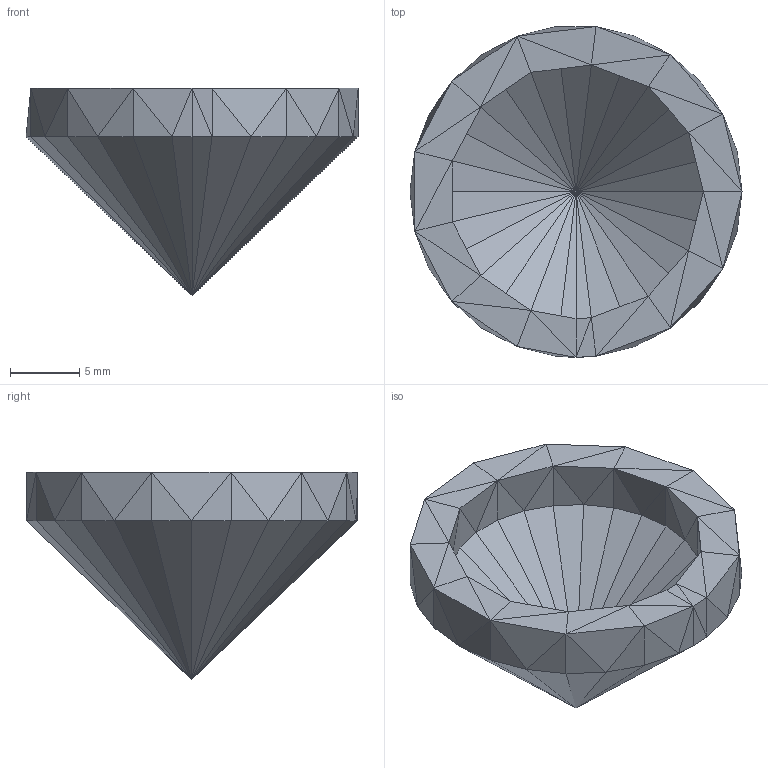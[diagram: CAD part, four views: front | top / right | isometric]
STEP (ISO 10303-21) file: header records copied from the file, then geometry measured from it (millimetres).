
FILE_DESCRIPTION(('FreeCAD Model'),'2;1');
FILE_NAME('Open CASCADE Shape Model','2022-05-07T14:31:23',('Author'),( ''),'Open CASCADE STEP processor 7.5','FreeCAD','Unknown');
FILE_SCHEMA(('AUTOMOTIVE_DESIGN { 1 0 10303 214 1 1 1 1 }'));
Length unit declared in the file: millimetre
Products named in the file (1): chess_mould_Pawn001
Bounding box: 24 x 23.91 x 15 mm (x, y, z)
Surface area: 1620.8 mm2 (no closed solid volume)
Topology: 0 solids, 1 shells, 164 faces, 246 edges, 84 vertices
Faces by surface type: plane 164
Entity records: 6184 total; most frequent: CARTESIAN_POINT 1233, DIRECTION 822, ORIENTED_EDGE 492, LINE 492, VECTOR 492, PCURVE 492, DEFINITIONAL_REPRESENTATION 492, EDGE_CURVE 246
